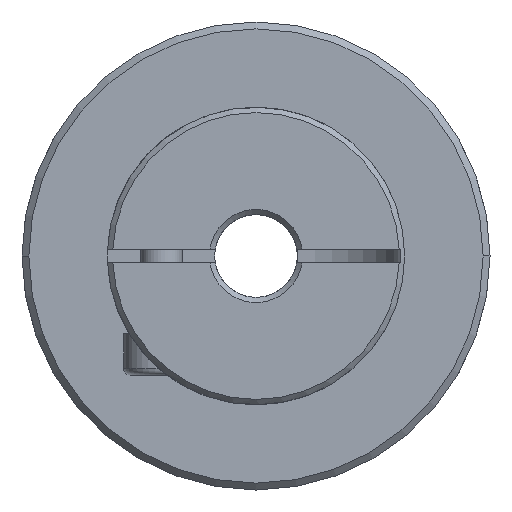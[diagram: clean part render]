
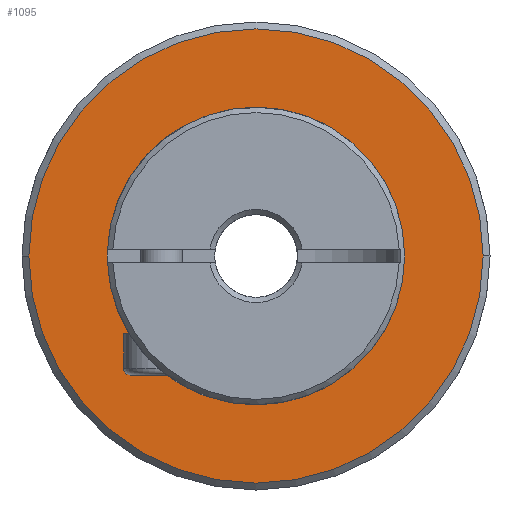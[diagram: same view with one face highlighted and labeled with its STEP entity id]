
A CAD part, left-side view. The second image highlights one B-rep face of the part: STEP entity #1095.
In plain terms, the highlighted planar face has unit normal (-1, 0, 0).
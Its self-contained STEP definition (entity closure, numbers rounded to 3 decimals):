
#410 = VERTEX_POINT ( 'NONE', #2178 ) ;
#412 = VERTEX_POINT ( 'NONE', #2180 ) ;
#713 = VERTEX_POINT ( 'NONE', #3870 ) ;
#714 = VERTEX_POINT ( 'NONE', #3871 ) ;
#851 = EDGE_LOOP ( 'NONE', ( #1336, #1337 ) ) ;
#865 = EDGE_LOOP ( 'NONE', ( #1338, #1339 ) ) ;
#1095 = ADVANCED_FACE ( 'NONE', ( #3591, #3594 ), #3964, .T. ) ;
#1336 = ORIENTED_EDGE ( 'NONE', *, *, #2131, .T. ) ;
#1337 = ORIENTED_EDGE ( 'NONE', *, *, #2024, .T. ) ;
#1338 = ORIENTED_EDGE ( 'NONE', *, *, #2120, .F. ) ;
#1339 = ORIENTED_EDGE ( 'NONE', *, *, #2004, .F. ) ;
#2004 = EDGE_CURVE ( 'NONE', #714, #713, #4598, .T. ) ;
#2024 = EDGE_CURVE ( 'NONE', #410, #412, #4619, .T. ) ;
#2120 = EDGE_CURVE ( 'NONE', #713, #714, #4753, .T. ) ;
#2131 = EDGE_CURVE ( 'NONE', #412, #410, #4769, .T. ) ;
#2178 = CARTESIAN_POINT ( 'NONE',  ( -8.369, -10.8, 0. ) ) ;
#2180 = CARTESIAN_POINT ( 'NONE',  ( -8.369, 10.8, 0. ) ) ;
#2468 = AXIS2_PLACEMENT_3D ( 'NONE', #3963, #3966, #3967 ) ;
#3591 = FACE_BOUND ( 'NONE', #851, .T. ) ;
#3594 = FACE_OUTER_BOUND ( 'NONE', #865, .T. ) ;
#3870 = CARTESIAN_POINT ( 'NONE',  ( -8.369, 16.5, 0. ) ) ;
#3871 = CARTESIAN_POINT ( 'NONE',  ( -8.369, -16.5, 0. ) ) ;
#3963 = CARTESIAN_POINT ( 'NONE',  ( -8.369, 0., 0. ) ) ;
#3964 = PLANE ( 'NONE',  #2468 ) ;
#3966 = DIRECTION ( 'NONE',  ( -1., 0., 0. ) ) ;
#3967 = DIRECTION ( 'NONE',  ( 0., -1., 0. ) ) ;
#4598 = CIRCLE ( 'NONE', #5164, 16.5 ) ;
#4619 = CIRCLE ( 'NONE', #5175, 10.8 ) ;
#4753 = CIRCLE ( 'NONE', #5216, 16.5 ) ;
#4769 = CIRCLE ( 'NONE', #5220, 10.8 ) ;
#5003 = CARTESIAN_POINT ( 'NONE',  ( -8.369, 0., 0. ) ) ;
#5004 = DIRECTION ( 'NONE',  ( 1., 0., 0. ) ) ;
#5005 = DIRECTION ( 'NONE',  ( 0., -1., 0. ) ) ;
#5056 = CARTESIAN_POINT ( 'NONE',  ( -8.369, 0., 0. ) ) ;
#5083 = DIRECTION ( 'NONE',  ( 1., 0., 0. ) ) ;
#5084 = DIRECTION ( 'NONE',  ( 0., -1., 0. ) ) ;
#5164 = AXIS2_PLACEMENT_3D ( 'NONE', #5003, #5004, #5005 ) ;
#5175 = AXIS2_PLACEMENT_3D ( 'NONE', #5056, #5083, #5084 ) ;
#5216 = AXIS2_PLACEMENT_3D ( 'NONE', #5468, #5482, #5483 ) ;
#5220 = AXIS2_PLACEMENT_3D ( 'NONE', #5503, #5512, #5513 ) ;
#5468 = CARTESIAN_POINT ( 'NONE',  ( -8.369, 0., 0. ) ) ;
#5482 = DIRECTION ( 'NONE',  ( 1., 0., 0. ) ) ;
#5483 = DIRECTION ( 'NONE',  ( 0., -1., 0. ) ) ;
#5503 = CARTESIAN_POINT ( 'NONE',  ( -8.369, 0., 0. ) ) ;
#5512 = DIRECTION ( 'NONE',  ( 1., 0., 0. ) ) ;
#5513 = DIRECTION ( 'NONE',  ( 0., -1., 0. ) ) ;
